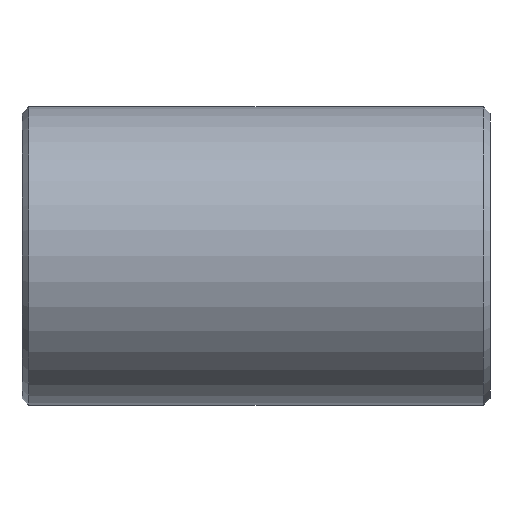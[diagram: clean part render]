
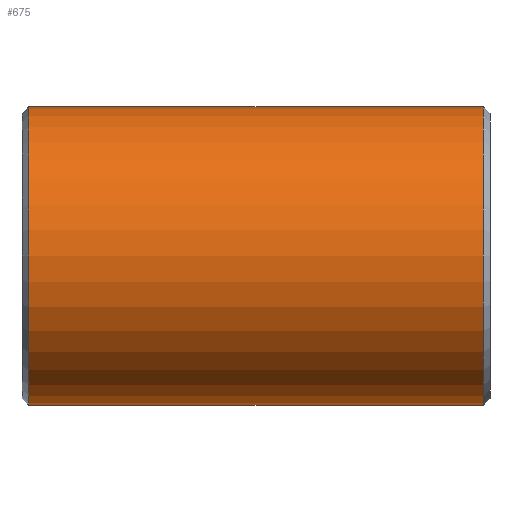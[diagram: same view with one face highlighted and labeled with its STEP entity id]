
A CAD part, front view. The second image highlights one B-rep face of the part: STEP entity #675.
In plain terms, the highlighted cylindrical face has radius 161.925 mm (diameter 323.85 mm), a partial arc.
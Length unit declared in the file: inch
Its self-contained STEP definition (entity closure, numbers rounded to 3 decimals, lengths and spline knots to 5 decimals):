
#15 = CARTESIAN_POINT ( 'NONE',  ( 9.71867, 0., 0. ) ) ;
#23 = CIRCLE ( 'NONE', #487, 6.375 ) ;
#49 = CYLINDRICAL_SURFACE ( 'NONE', #175, 6.375 ) ;
#76 = ORIENTED_EDGE ( 'NONE', *, *, #415, .T. ) ;
#83 = DIRECTION ( 'NONE',  ( -1., 0., 0. ) ) ;
#87 = CARTESIAN_POINT ( 'NONE',  ( -9.71867, 0., -6.375 ) ) ;
#101 = EDGE_CURVE ( 'NONE', #215, #210, #23, .T. ) ;
#114 = AXIS2_PLACEMENT_3D ( 'NONE', #440, #383, #448 ) ;
#175 = AXIS2_PLACEMENT_3D ( 'NONE', #237, #488, #692 ) ;
#210 = VERTEX_POINT ( 'NONE', #429 ) ;
#215 = VERTEX_POINT ( 'NONE', #304 ) ;
#237 = CARTESIAN_POINT ( 'NONE',  ( 10., 0., 0. ) ) ;
#266 = EDGE_CURVE ( 'NONE', #600, #532, #793, .T. ) ;
#281 = LINE ( 'NONE', #786, #374 ) ;
#283 = EDGE_LOOP ( 'NONE', ( #460, #784, #76, #659 ) ) ;
#304 = CARTESIAN_POINT ( 'NONE',  ( 9.71867, 0., -6.375 ) ) ;
#374 = VECTOR ( 'NONE', #468, 39.37008 ) ;
#383 = DIRECTION ( 'NONE',  ( 1., 0., 0. ) ) ;
#393 = LINE ( 'NONE', #641, #805 ) ;
#415 = EDGE_CURVE ( 'NONE', #210, #600, #393, .T. ) ;
#429 = CARTESIAN_POINT ( 'NONE',  ( 9.71867, 0., 6.375 ) ) ;
#440 = CARTESIAN_POINT ( 'NONE',  ( -9.71867, 0., 0. ) ) ;
#448 = DIRECTION ( 'NONE',  ( 0., 0., 1. ) ) ;
#460 = ORIENTED_EDGE ( 'NONE', *, *, #615, .F. ) ;
#463 = CARTESIAN_POINT ( 'NONE',  ( -9.71867, 0., 6.375 ) ) ;
#468 = DIRECTION ( 'NONE',  ( -1., 0., 0. ) ) ;
#487 = AXIS2_PLACEMENT_3D ( 'NONE', #15, #83, #646 ) ;
#488 = DIRECTION ( 'NONE',  ( -1., 0., 0. ) ) ;
#532 = VERTEX_POINT ( 'NONE', #87 ) ;
#600 = VERTEX_POINT ( 'NONE', #463 ) ;
#615 = EDGE_CURVE ( 'NONE', #215, #532, #281, .T. ) ;
#641 = CARTESIAN_POINT ( 'NONE',  ( 10., 0., 6.375 ) ) ;
#646 = DIRECTION ( 'NONE',  ( 0., 0., -1. ) ) ;
#659 = ORIENTED_EDGE ( 'NONE', *, *, #266, .T. ) ;
#675 = ADVANCED_FACE ( 'NONE', ( #808 ), #49, .T. ) ;
#692 = DIRECTION ( 'NONE',  ( 0., 0., 1. ) ) ;
#756 = DIRECTION ( 'NONE',  ( -1., 0., 0. ) ) ;
#784 = ORIENTED_EDGE ( 'NONE', *, *, #101, .T. ) ;
#786 = CARTESIAN_POINT ( 'NONE',  ( 10., 0., -6.375 ) ) ;
#793 = CIRCLE ( 'NONE', #114, 6.375 ) ;
#805 = VECTOR ( 'NONE', #756, 39.37008 ) ;
#808 = FACE_OUTER_BOUND ( 'NONE', #283, .T. ) ;
